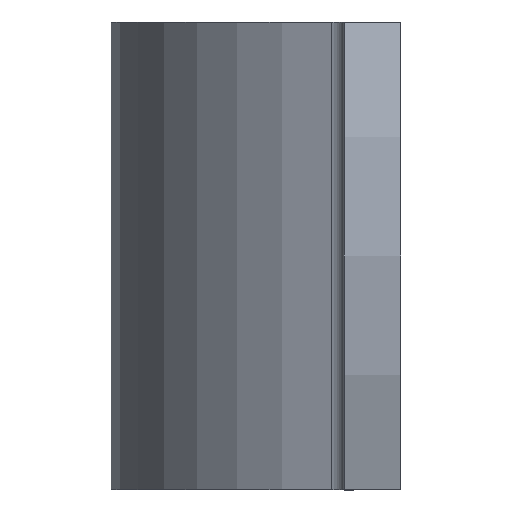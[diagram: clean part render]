
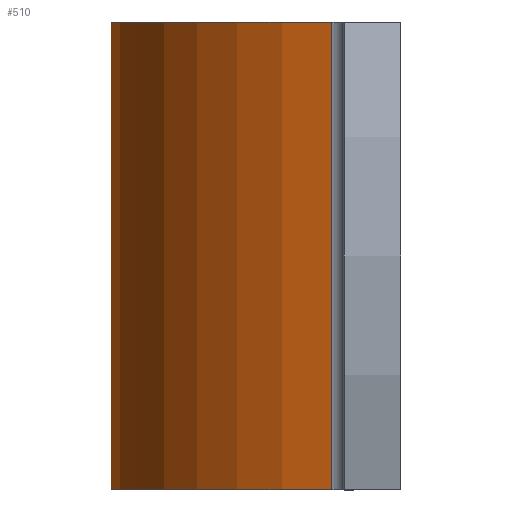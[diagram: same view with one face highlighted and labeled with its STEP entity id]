
A CAD part, left-side view. The second image highlights one B-rep face of the part: STEP entity #510.
In plain terms, the highlighted cylindrical face has radius 17 mm (diameter 34 mm), a partial arc.
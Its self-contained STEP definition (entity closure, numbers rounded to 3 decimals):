
#10 = DIRECTION ( 'NONE',  ( 0., 0., 1. ) ) ;
#11 = AXIS2_PLACEMENT_3D ( 'NONE', #221, #10, #488 ) ;
#17 = CARTESIAN_POINT ( 'NONE',  ( 16.187, 3.694, 12.5 ) ) ;
#34 = VECTOR ( 'NONE', #656, 1000. ) ;
#35 = CIRCLE ( 'NONE', #11, 17. ) ;
#41 = EDGE_LOOP ( 'NONE', ( #427, #430, #267, #491 ) ) ;
#50 = VERTEX_POINT ( 'NONE', #530 ) ;
#65 = EDGE_CURVE ( 'NONE', #238, #50, #35, .T. ) ;
#68 = DIRECTION ( 'NONE',  ( -1., 0., 0. ) ) ;
#74 = CARTESIAN_POINT ( 'NONE',  ( -16.187, 3.694, 12.5 ) ) ;
#79 = LINE ( 'NONE', #74, #480 ) ;
#99 = DIRECTION ( 'NONE',  ( 0., 0., 1. ) ) ;
#134 = EDGE_CURVE ( 'NONE', #138, #517, #416, .T. ) ;
#138 = VERTEX_POINT ( 'NONE', #17 ) ;
#171 = EDGE_CURVE ( 'NONE', #138, #238, #660, .T. ) ;
#221 = CARTESIAN_POINT ( 'NONE',  ( 0., -1.5, -12.5 ) ) ;
#223 = DIRECTION ( 'NONE',  ( 0., 0., 1. ) ) ;
#238 = VERTEX_POINT ( 'NONE', #413 ) ;
#267 = ORIENTED_EDGE ( 'NONE', *, *, #134, .F. ) ;
#339 = CYLINDRICAL_SURFACE ( 'NONE', #398, 17. ) ;
#382 = DIRECTION ( 'NONE',  ( 1., 0., 0. ) ) ;
#398 = AXIS2_PLACEMENT_3D ( 'NONE', #483, #585, #68 ) ;
#408 = CARTESIAN_POINT ( 'NONE',  ( 16.187, 3.694, 12.5 ) ) ;
#413 = CARTESIAN_POINT ( 'NONE',  ( 16.187, 3.694, -12.5 ) ) ;
#416 = CIRCLE ( 'NONE', #597, 17. ) ;
#427 = ORIENTED_EDGE ( 'NONE', *, *, #65, .T. ) ;
#430 = ORIENTED_EDGE ( 'NONE', *, *, #611, .T. ) ;
#480 = VECTOR ( 'NONE', #223, 1000. ) ;
#483 = CARTESIAN_POINT ( 'NONE',  ( 0., -1.5, 12.5 ) ) ;
#488 = DIRECTION ( 'NONE',  ( 1., 0., 0. ) ) ;
#491 = ORIENTED_EDGE ( 'NONE', *, *, #171, .T. ) ;
#510 = ADVANCED_FACE ( 'NONE', ( #580 ), #339, .T. ) ;
#517 = VERTEX_POINT ( 'NONE', #637 ) ;
#530 = CARTESIAN_POINT ( 'NONE',  ( -16.187, 3.694, -12.5 ) ) ;
#577 = CARTESIAN_POINT ( 'NONE',  ( 0., -1.5, 12.5 ) ) ;
#580 = FACE_OUTER_BOUND ( 'NONE', #41, .T. ) ;
#585 = DIRECTION ( 'NONE',  ( 0., 0., -1. ) ) ;
#597 = AXIS2_PLACEMENT_3D ( 'NONE', #577, #99, #382 ) ;
#611 = EDGE_CURVE ( 'NONE', #50, #517, #79, .T. ) ;
#637 = CARTESIAN_POINT ( 'NONE',  ( -16.187, 3.694, 12.5 ) ) ;
#656 = DIRECTION ( 'NONE',  ( 0., 0., -1. ) ) ;
#660 = LINE ( 'NONE', #408, #34 ) ;
